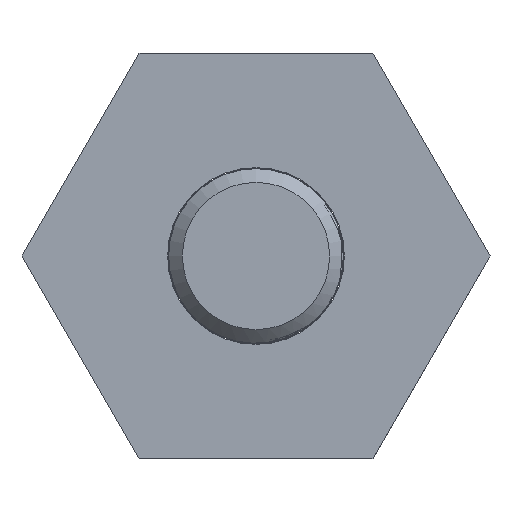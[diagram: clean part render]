
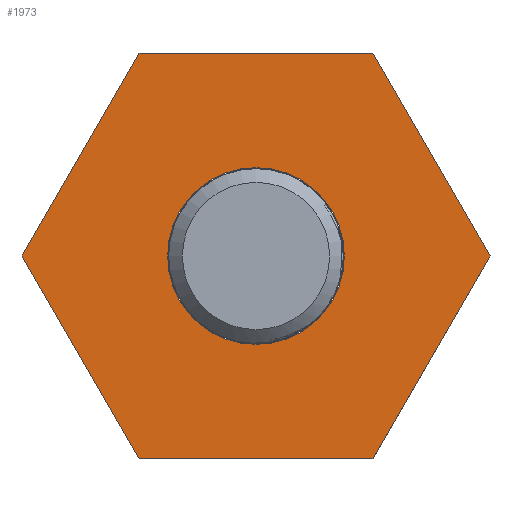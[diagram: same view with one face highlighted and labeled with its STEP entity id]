
A CAD part, front view. The second image highlights one B-rep face of the part: STEP entity #1973.
In plain terms, the highlighted planar face has unit normal (0, -1, 0).
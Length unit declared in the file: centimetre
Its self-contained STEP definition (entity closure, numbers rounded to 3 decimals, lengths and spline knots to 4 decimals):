
#14=FACE_BOUND('',#256,.T.);
#40=PLANE('',#2102);
#148=FACE_OUTER_BOUND('',#255,.T.);
#255=EDGE_LOOP('',(#1779,#1780,#1781,#1782,#1783,#1784));
#256=EDGE_LOOP('',(#1785));
#266=CIRCLE('',#2100,0.3);
#520=LINE('',#7658,#646);
#525=LINE('',#7667,#651);
#528=LINE('',#7673,#654);
#553=LINE('',#7723,#679);
#555=LINE('',#7727,#681);
#557=LINE('',#7735,#683);
#646=VECTOR('',#2383,1.);
#651=VECTOR('',#2390,1.);
#654=VECTOR('',#2395,1.);
#679=VECTOR('',#2440,1.);
#681=VECTOR('',#2444,1.);
#683=VECTOR('',#2456,1.);
#859=VERTEX_POINT('',#7655);
#860=VERTEX_POINT('',#7657);
#863=VERTEX_POINT('',#7665);
#865=VERTEX_POINT('',#7671);
#880=VERTEX_POINT('',#7721);
#881=VERTEX_POINT('',#7725);
#882=VERTEX_POINT('',#7731);
#1144=EDGE_CURVE('',#860,#859,#520,.T.);
#1149=EDGE_CURVE('',#859,#863,#525,.T.);
#1152=EDGE_CURVE('',#863,#865,#528,.T.);
#1178=EDGE_CURVE('',#865,#880,#553,.T.);
#1180=EDGE_CURVE('',#880,#881,#555,.T.);
#1181=EDGE_CURVE('',#882,#882,#266,.T.);
#1183=EDGE_CURVE('',#881,#860,#557,.T.);
#1779=ORIENTED_EDGE('',*,*,#1183,.T.);
#1780=ORIENTED_EDGE('',*,*,#1144,.T.);
#1781=ORIENTED_EDGE('',*,*,#1149,.T.);
#1782=ORIENTED_EDGE('',*,*,#1152,.T.);
#1783=ORIENTED_EDGE('',*,*,#1178,.T.);
#1784=ORIENTED_EDGE('',*,*,#1180,.T.);
#1785=ORIENTED_EDGE('',*,*,#1181,.T.);
#1973=ADVANCED_FACE('',(#148,#14),#40,.F.);
#2100=AXIS2_PLACEMENT_3D('',#7732,#2451,#2452);
#2102=AXIS2_PLACEMENT_3D('',#7736,#2457,#2458);
#2383=DIRECTION('',(0.5,0.,0.866));
#2390=DIRECTION('',(-0.5,0.,0.866));
#2395=DIRECTION('',(-1.,0.,0.));
#2440=DIRECTION('',(-0.5,0.,-0.866));
#2444=DIRECTION('',(0.5,0.,-0.866));
#2451=DIRECTION('center_axis',(0.,1.,0.));
#2452=DIRECTION('ref_axis',(-1.,0.,0.));
#2456=DIRECTION('',(1.,0.,0.));
#2457=DIRECTION('center_axis',(0.,1.,0.));
#2458=DIRECTION('ref_axis',(-1.,0.,0.));
#7655=CARTESIAN_POINT('',(0.7946,1.6,0.));
#7657=CARTESIAN_POINT('',(0.3973,1.6,-0.6881));
#7658=CARTESIAN_POINT('',(0.7946,1.6,0.));
#7665=CARTESIAN_POINT('',(0.3973,1.6,0.6881));
#7667=CARTESIAN_POINT('',(0.3973,1.6,0.6881));
#7671=CARTESIAN_POINT('',(-0.3973,1.6,0.6881));
#7673=CARTESIAN_POINT('',(-0.3973,1.6,0.6881));
#7721=CARTESIAN_POINT('',(-0.7946,1.6,0.));
#7723=CARTESIAN_POINT('',(-0.7946,1.6,0.));
#7725=CARTESIAN_POINT('',(-0.3973,1.6,-0.6881));
#7727=CARTESIAN_POINT('',(-0.3973,1.6,-0.6881));
#7731=CARTESIAN_POINT('',(0.3,1.6,0.));
#7732=CARTESIAN_POINT('Origin',(0.,1.6,0.));
#7735=CARTESIAN_POINT('',(0.3973,1.6,-0.6881));
#7736=CARTESIAN_POINT('Origin',(0.,1.6,0.));
